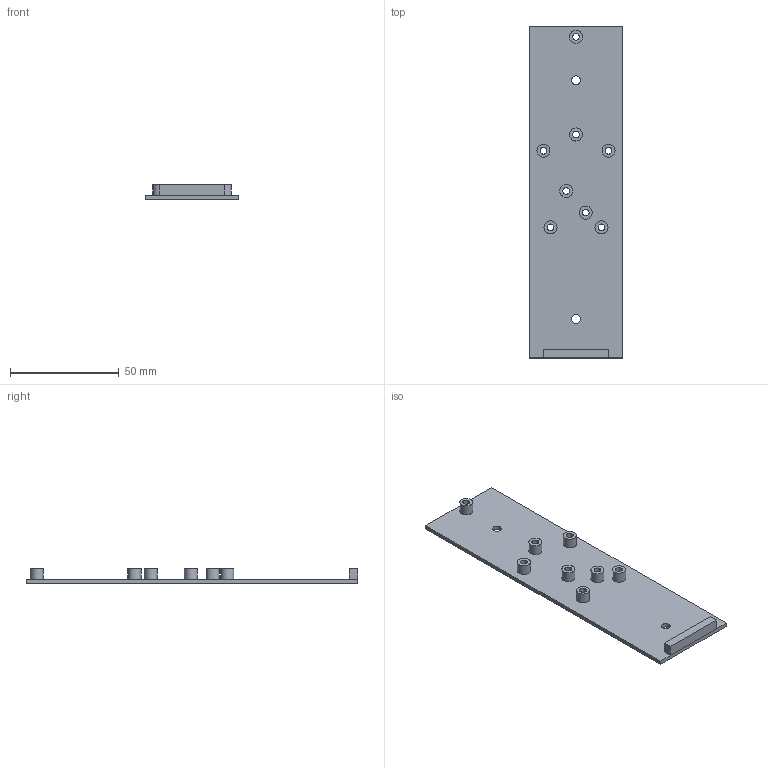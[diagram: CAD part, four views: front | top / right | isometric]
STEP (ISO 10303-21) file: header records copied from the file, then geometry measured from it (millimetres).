
FILE_DESCRIPTION(('FreeCAD Model'),'2;1');
FILE_NAME('pwm_control.step','2020-08-10T22:07:08',( 'Author'),(''),'Open CASCADE STEP processor 7.3','FreeCAD','Unknown' );
FILE_SCHEMA(('AUTOMOTIVE_DESIGN { 1 0 10303 214 1 1 1 1 }'));
Length unit declared in the file: millimetre
Products named in the file (1): pwm_control_plate
Bounding box: 43 x 153 x 6.85 mm (x, y, z)
Volume: 13442 mm3; surface area: 15386.3 mm2
Topology: 1 solids, 1 shells, 37 faces, 79 edges, 52 vertices
Faces by surface type: plane 19, cylinder 18
Full cylindrical faces by diameter (mm): 3.1 x8, 4 x2, 6 x8
Entity records: 2138 total; most frequent: CARTESIAN_POINT 399, DIRECTION 337, LINE 165, VECTOR 165, ORIENTED_EDGE 158, PCURVE 158, DEFINITIONAL_REPRESENTATION 158, EDGE_CURVE 79
